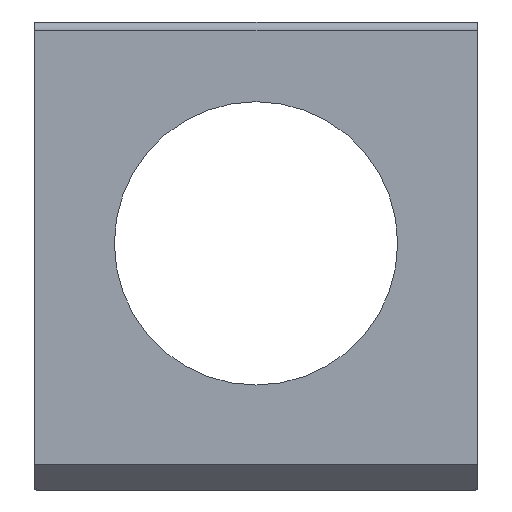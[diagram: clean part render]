
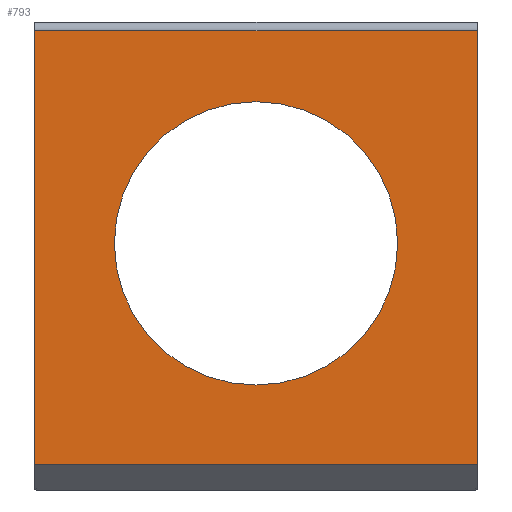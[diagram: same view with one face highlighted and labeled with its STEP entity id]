
A CAD part, left-side view. The second image highlights one B-rep face of the part: STEP entity #793.
In plain terms, the highlighted planar face has unit normal (-1, 0, 0).
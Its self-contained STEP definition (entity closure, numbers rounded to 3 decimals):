
#81=DIRECTION('',(0.,0.,1.));
#82=VECTOR('',#81,48.8);
#83=CARTESIAN_POINT('',(0.,0.,-49.8));
#84=LINE('',#83,#82);
#157=CARTESIAN_POINT('',(0.,25.,-25.));
#158=DIRECTION('',(1.,0.,0.));
#159=DIRECTION('',(0.,1.,0.));
#160=AXIS2_PLACEMENT_3D('',#157,#158,#159);
#162=CARTESIAN_POINT('',(0.,25.,-25.));
#163=DIRECTION('',(1.,0.,0.));
#164=DIRECTION('',(0.,-1.,0.));
#165=AXIS2_PLACEMENT_3D('',#162,#163,#164);
#167=CARTESIAN_POINT('',(0.,49.8,-49.8));
#168=DIRECTION('',(-1.,0.,0.));
#169=DIRECTION('',(0.,1.,0.));
#170=AXIS2_PLACEMENT_3D('',#167,#168,#169);
#172=CARTESIAN_POINT('',(0.,0.2,-49.8));
#173=DIRECTION('',(-1.,0.,0.));
#174=DIRECTION('',(0.,0.,-1.));
#175=AXIS2_PLACEMENT_3D('',#172,#173,#174);
#177=DIRECTION('',(0.,1.,0.));
#178=VECTOR('',#177,49.6);
#179=CARTESIAN_POINT('',(0.,0.2,-50.));
#180=LINE('',#179,#178);
#245=DIRECTION('',(0.,0.,1.));
#246=VECTOR('',#245,48.8);
#247=CARTESIAN_POINT('',(0.,50.,-49.8));
#248=LINE('',#247,#246);
#485=DIRECTION('',(0.,1.,0.));
#486=VECTOR('',#485,50.);
#487=CARTESIAN_POINT('',(0.,0.,-1.));
#488=LINE('',#487,#486);
#521=CARTESIAN_POINT('',(0.,0.,-1.));
#523=VERTEX_POINT('',#521);
#537=CARTESIAN_POINT('',(0.,50.,-1.));
#539=VERTEX_POINT('',#537);
#553=CARTESIAN_POINT('',(0.,41.,-25.));
#554=CARTESIAN_POINT('',(0.,9.,-25.));
#555=VERTEX_POINT('',#553);
#556=VERTEX_POINT('',#554);
#625=CARTESIAN_POINT('',(0.,50.,-49.8));
#626=CARTESIAN_POINT('',(0.,49.8,-50.));
#627=VERTEX_POINT('',#625);
#628=VERTEX_POINT('',#626);
#637=CARTESIAN_POINT('',(0.,0.2,-50.));
#638=VERTEX_POINT('',#637);
#639=CARTESIAN_POINT('',(0.,0.,-49.8));
#640=VERTEX_POINT('',#639);
#771=CARTESIAN_POINT('',(0.,0.,-50.));
#772=DIRECTION('',(-1.,0.,0.));
#773=DIRECTION('',(0.,0.,1.));
#774=AXIS2_PLACEMENT_3D('',#771,#772,#773);
#775=PLANE('',#774);
#777=ORIENTED_EDGE('',*,*,#776,.F.);
#779=ORIENTED_EDGE('',*,*,#778,.T.);
#781=ORIENTED_EDGE('',*,*,#780,.F.);
#782=ORIENTED_EDGE('',*,*,#664,.F.);
#783=ORIENTED_EDGE('',*,*,#705,.F.);
#785=ORIENTED_EDGE('',*,*,#784,.T.);
#786=EDGE_LOOP('',(#777,#779,#781,#782,#783,#785));
#787=FACE_OUTER_BOUND('',#786,.F.);
#788=ORIENTED_EDGE('',*,*,#754,.F.);
#790=ORIENTED_EDGE('',*,*,#789,.F.);
#791=EDGE_LOOP('',(#788,#790));
#792=FACE_BOUND('',#791,.F.);
#793=ADVANCED_FACE('',(#787,#792),#775,.T.);
#161=CIRCLE('',#160,16.);
#166=CIRCLE('',#165,16.);
#171=CIRCLE('',#170,0.2);
#176=CIRCLE('',#175,0.2);
#664=EDGE_CURVE('',#640,#523,#84,.T.);
#705=EDGE_CURVE('',#638,#640,#176,.T.);
#754=EDGE_CURVE('',#555,#556,#161,.T.);
#776=EDGE_CURVE('',#627,#628,#171,.T.);
#778=EDGE_CURVE('',#627,#539,#248,.T.);
#780=EDGE_CURVE('',#523,#539,#488,.T.);
#784=EDGE_CURVE('',#638,#628,#180,.T.);
#789=EDGE_CURVE('',#556,#555,#166,.T.);
